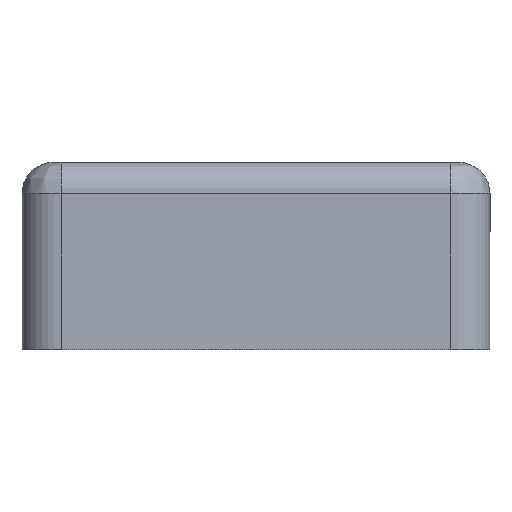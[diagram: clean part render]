
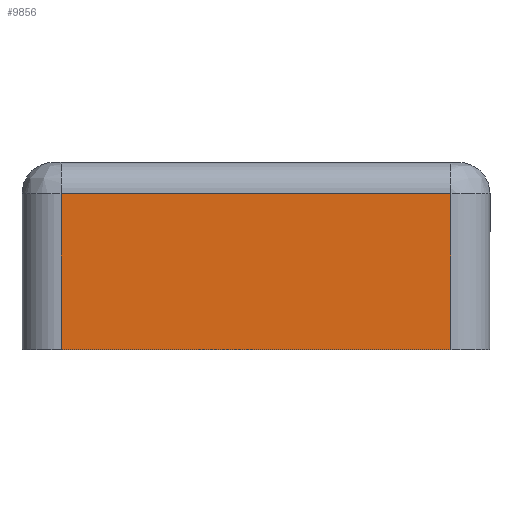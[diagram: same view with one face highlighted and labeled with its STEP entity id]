
A CAD part, front view. The second image highlights one B-rep face of the part: STEP entity #9856.
In plain terms, the highlighted planar face has unit normal (0, -1, 0).
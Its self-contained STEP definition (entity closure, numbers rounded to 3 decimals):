
#702 = VECTOR ( 'NONE', #6883, 1000. ) ;
#1117 = CARTESIAN_POINT ( 'NONE',  ( -15., -30., 10. ) ) ;
#1806 = CARTESIAN_POINT ( 'NONE',  ( -12.5, -30., 10. ) ) ;
#1903 = FACE_OUTER_BOUND ( 'NONE', #4117, .T. ) ;
#2122 = CARTESIAN_POINT ( 'NONE',  ( 15., -30., 0. ) ) ;
#2197 = VECTOR ( 'NONE', #9150, 1000. ) ;
#2793 = EDGE_CURVE ( 'NONE', #4442, #3819, #4915, .T. ) ;
#2980 = VECTOR ( 'NONE', #5707, 1000. ) ;
#3147 = CARTESIAN_POINT ( 'NONE',  ( -12.5, -30., 0. ) ) ;
#3254 = CARTESIAN_POINT ( 'NONE',  ( -12.5, -30., 12. ) ) ;
#3819 = VERTEX_POINT ( 'NONE', #9791 ) ;
#4117 = EDGE_LOOP ( 'NONE', ( #4227, #4731, #5259, #9057 ) ) ;
#4218 = PLANE ( 'NONE',  #4997 ) ;
#4227 = ORIENTED_EDGE ( 'NONE', *, *, #2793, .F. ) ;
#4259 = CARTESIAN_POINT ( 'NONE',  ( -15., -30., 12. ) ) ;
#4318 = DIRECTION ( 'NONE',  ( 1., 0., 0. ) ) ;
#4442 = VERTEX_POINT ( 'NONE', #1806 ) ;
#4684 = EDGE_CURVE ( 'NONE', #6546, #4442, #9309, .T. ) ;
#4731 = ORIENTED_EDGE ( 'NONE', *, *, #4684, .F. ) ;
#4915 = LINE ( 'NONE', #1117, #6756 ) ;
#4997 = AXIS2_PLACEMENT_3D ( 'NONE', #4259, #9796, #5079 ) ;
#5079 = DIRECTION ( 'NONE',  ( 0., 0., 1. ) ) ;
#5259 = ORIENTED_EDGE ( 'NONE', *, *, #7214, .F. ) ;
#5707 = DIRECTION ( 'NONE',  ( 0., 0., 1. ) ) ;
#6546 = VERTEX_POINT ( 'NONE', #3147 ) ;
#6756 = VECTOR ( 'NONE', #4318, 1000. ) ;
#6883 = DIRECTION ( 'NONE',  ( -1., 0., 0. ) ) ;
#7214 = EDGE_CURVE ( 'NONE', #7713, #6546, #8914, .T. ) ;
#7618 = CARTESIAN_POINT ( 'NONE',  ( 12.5, -30., 12. ) ) ;
#7713 = VERTEX_POINT ( 'NONE', #9828 ) ;
#8293 = LINE ( 'NONE', #7618, #2197 ) ;
#8502 = EDGE_CURVE ( 'NONE', #3819, #7713, #8293, .T. ) ;
#8914 = LINE ( 'NONE', #2122, #702 ) ;
#9057 = ORIENTED_EDGE ( 'NONE', *, *, #8502, .F. ) ;
#9150 = DIRECTION ( 'NONE',  ( 0., 0., -1. ) ) ;
#9309 = LINE ( 'NONE', #3254, #2980 ) ;
#9791 = CARTESIAN_POINT ( 'NONE',  ( 12.5, -30., 10. ) ) ;
#9796 = DIRECTION ( 'NONE',  ( 0., 1., 0. ) ) ;
#9828 = CARTESIAN_POINT ( 'NONE',  ( 12.5, -30., 0. ) ) ;
#9856 = ADVANCED_FACE ( 'NONE', ( #1903 ), #4218, .F. ) ;
